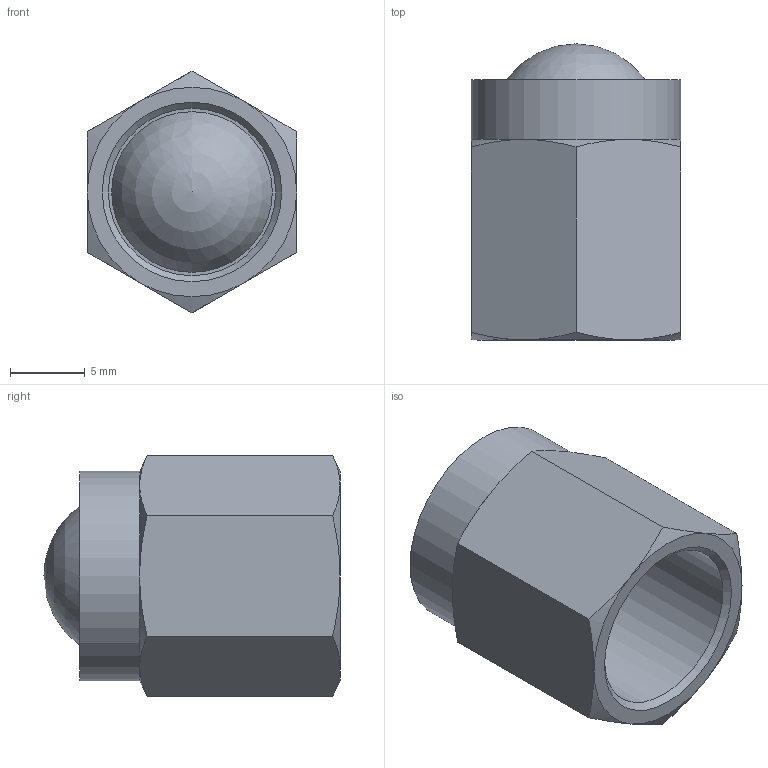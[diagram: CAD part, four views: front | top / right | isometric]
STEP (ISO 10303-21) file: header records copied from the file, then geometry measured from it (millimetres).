
FILE_DESCRIPTION( ( 'STEP AP203' ), '1' );
FILE_NAME( '34B.stp', '2020-04-23T09:17:28', ( 'License CC BY-ND 4.0' ), ( 'CADENAS' ), ' ', 'PARTsolutions', ' ' );
FILE_SCHEMA( ( 'CONFIG_CONTROL_DESIGN' ) );
Length unit declared in the file: millimetre
Products named in the file (1): _34B
Bounding box: 14 x 19.8 x 16.17 mm (x, y, z)
Volume: 1907.1 mm3; surface area: 1909.4 mm2
Topology: 1 solids, 1 shells, 29 faces, 62 edges, 37 vertices
Faces by surface type: cone 14, plane 10, cylinder 3, sphere 2
Full cylindrical faces by diameter (mm): 11.188 x1, 12 x1, 14 x1
Entity records: 829 total; most frequent: CARTESIAN_POINT 249, DIRECTION 103, ORIENTED_EDGE 102, AXIS2_PLACEMENT_3D 51, EDGE_CURVE 51, EDGE_LOOP 38, VERTEX_POINT 35, FACE_OUTER_BOUND 32
